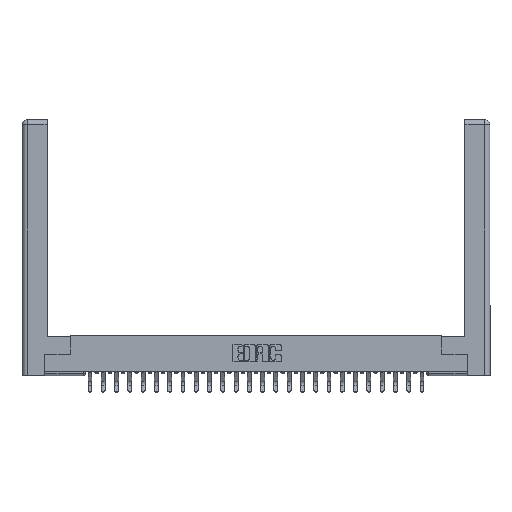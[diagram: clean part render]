
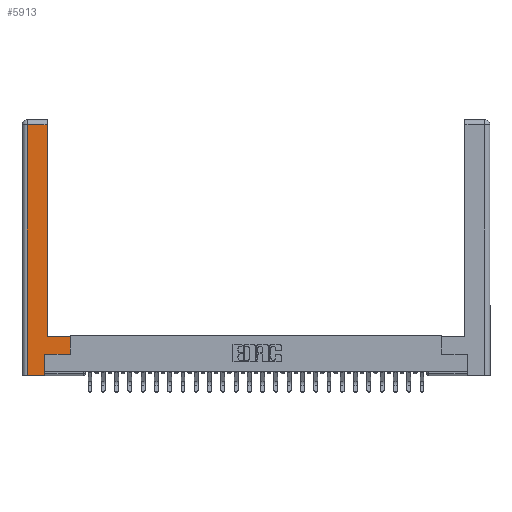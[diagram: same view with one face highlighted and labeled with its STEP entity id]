
A CAD part, top view. The second image highlights one B-rep face of the part: STEP entity #5913.
In plain terms, the highlighted planar face has unit normal (0, 0, 1).
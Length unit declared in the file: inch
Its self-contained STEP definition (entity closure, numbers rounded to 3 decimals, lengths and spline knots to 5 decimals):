
#681 = DIRECTION ( 'NONE',  ( 0., 1., 0. ) ) ;
#981 = CARTESIAN_POINT ( 'NONE',  ( 0.0615, 0., 0. ) ) ;
#1189 = VECTOR ( 'NONE', #23214, 39.37008 ) ;
#1327 = LINE ( 'NONE', #11894, #2146 ) ;
#2030 = ORIENTED_EDGE ( 'NONE', *, *, #4349, .T. ) ;
#2146 = VECTOR ( 'NONE', #12044, 39.37008 ) ;
#2501 = ORIENTED_EDGE ( 'NONE', *, *, #21950, .T. ) ;
#3264 = AXIS2_PLACEMENT_3D ( 'NONE', #27486, #16764, #27193 ) ;
#4349 = EDGE_CURVE ( 'NONE', #27813, #14388, #19895, .T. ) ;
#4778 = LINE ( 'NONE', #981, #8579 ) ;
#5731 = LINE ( 'NONE', #27585, #1189 ) ;
#5913 = ADVANCED_FACE ( 'NONE', ( #27064 ), #14630, .F. ) ;
#5950 = DIRECTION ( 'NONE',  ( 0., 1., 0. ) ) ;
#6328 = VERTEX_POINT ( 'NONE', #14478 ) ;
#7175 = CARTESIAN_POINT ( 'NONE',  ( 0.265, 0.245, 0. ) ) ;
#7225 = VERTEX_POINT ( 'NONE', #12539 ) ;
#7726 = EDGE_CURVE ( 'NONE', #14388, #10409, #5731, .T. ) ;
#8579 = VECTOR ( 'NONE', #18181, 39.37008 ) ;
#8920 = VECTOR ( 'NONE', #13725, 39.37008 ) ;
#9485 = ORIENTED_EDGE ( 'NONE', *, *, #22870, .T. ) ;
#10136 = CARTESIAN_POINT ( 'NONE',  ( 0.295, 2.94, 0. ) ) ;
#10409 = VERTEX_POINT ( 'NONE', #22977 ) ;
#11222 = VECTOR ( 'NONE', #16929, 39.37008 ) ;
#11586 = VECTOR ( 'NONE', #681, 39.37008 ) ;
#11777 = EDGE_CURVE ( 'NONE', #13253, #6328, #21309, .T. ) ;
#11894 = CARTESIAN_POINT ( 'NONE',  ( 0.265, 0., 0. ) ) ;
#12044 = DIRECTION ( 'NONE',  ( 1., 0., 0. ) ) ;
#12075 = CARTESIAN_POINT ( 'NONE',  ( 0.0615, 0., 0. ) ) ;
#12539 = CARTESIAN_POINT ( 'NONE',  ( 0.565, 0.45, 0. ) ) ;
#12840 = VERTEX_POINT ( 'NONE', #12075 ) ;
#13253 = VERTEX_POINT ( 'NONE', #10136 ) ;
#13403 = VECTOR ( 'NONE', #13584, 39.37008 ) ;
#13584 = DIRECTION ( 'NONE',  ( -1., 0., 0. ) ) ;
#13725 = DIRECTION ( 'NONE',  ( 0., 1., 0. ) ) ;
#14388 = VERTEX_POINT ( 'NONE', #26039 ) ;
#14478 = CARTESIAN_POINT ( 'NONE',  ( 0.0615, 2.94, 0. ) ) ;
#14596 = EDGE_CURVE ( 'NONE', #12840, #27813, #1327, .T. ) ;
#14630 = PLANE ( 'NONE',  #3264 ) ;
#14673 = CARTESIAN_POINT ( 'NONE',  ( 0.0615, 2.94, 0. ) ) ;
#14956 = CARTESIAN_POINT ( 'NONE',  ( 0.265, 0., 0. ) ) ;
#15706 = VERTEX_POINT ( 'NONE', #24058 ) ;
#16271 = EDGE_CURVE ( 'NONE', #7225, #15706, #24581, .T. ) ;
#16574 = ORIENTED_EDGE ( 'NONE', *, *, #26659, .T. ) ;
#16764 = DIRECTION ( 'NONE',  ( 0., 0., -1. ) ) ;
#16929 = DIRECTION ( 'NONE',  ( -1., 0., 0. ) ) ;
#17131 = ORIENTED_EDGE ( 'NONE', *, *, #14596, .T. ) ;
#17816 = CARTESIAN_POINT ( 'NONE',  ( 0.565, 0.45, 0. ) ) ;
#18181 = DIRECTION ( 'NONE',  ( 0., -1., 0. ) ) ;
#18946 = CARTESIAN_POINT ( 'NONE',  ( 0.295, 3., 0. ) ) ;
#19863 = EDGE_LOOP ( 'NONE', ( #2501, #27750, #16574, #17131, #2030, #24029, #9485, #26265 ) ) ;
#19895 = LINE ( 'NONE', #7175, #11586 ) ;
#21309 = LINE ( 'NONE', #14673, #11222 ) ;
#21912 = LINE ( 'NONE', #17816, #8920 ) ;
#21950 = EDGE_CURVE ( 'NONE', #15706, #13253, #27410, .T. ) ;
#22470 = CARTESIAN_POINT ( 'NONE',  ( 0.295, 0.45, 0. ) ) ;
#22870 = EDGE_CURVE ( 'NONE', #10409, #7225, #21912, .T. ) ;
#22876 = VECTOR ( 'NONE', #5950, 39.37008 ) ;
#22977 = CARTESIAN_POINT ( 'NONE',  ( 0.565, 0.245, 0. ) ) ;
#23214 = DIRECTION ( 'NONE',  ( 1., 0., 0. ) ) ;
#24029 = ORIENTED_EDGE ( 'NONE', *, *, #7726, .T. ) ;
#24058 = CARTESIAN_POINT ( 'NONE',  ( 0.295, 0.45, 0. ) ) ;
#24581 = LINE ( 'NONE', #22470, #13403 ) ;
#26039 = CARTESIAN_POINT ( 'NONE',  ( 0.265, 0.245, 0. ) ) ;
#26265 = ORIENTED_EDGE ( 'NONE', *, *, #16271, .T. ) ;
#26659 = EDGE_CURVE ( 'NONE', #6328, #12840, #4778, .T. ) ;
#27064 = FACE_OUTER_BOUND ( 'NONE', #19863, .T. ) ;
#27193 = DIRECTION ( 'NONE',  ( -1., 0., 0. ) ) ;
#27410 = LINE ( 'NONE', #18946, #22876 ) ;
#27486 = CARTESIAN_POINT ( 'NONE',  ( 0., 0., 0. ) ) ;
#27585 = CARTESIAN_POINT ( 'NONE',  ( 0.565, 0.245, 0. ) ) ;
#27750 = ORIENTED_EDGE ( 'NONE', *, *, #11777, .T. ) ;
#27813 = VERTEX_POINT ( 'NONE', #14956 ) ;
